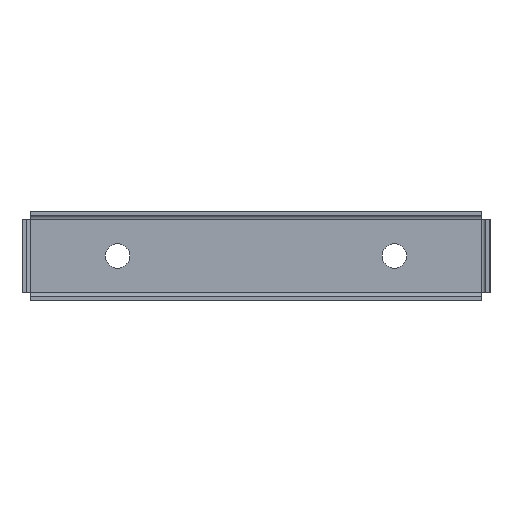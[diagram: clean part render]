
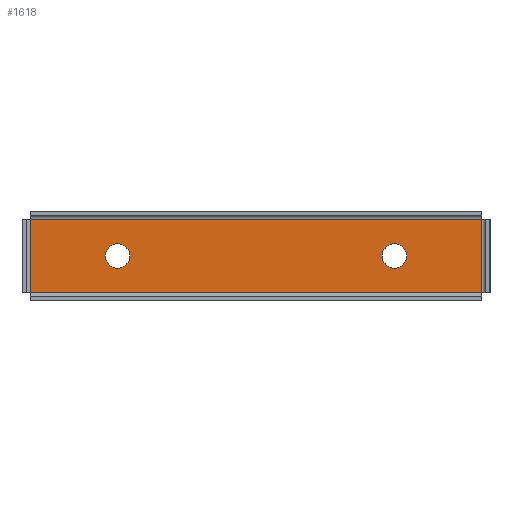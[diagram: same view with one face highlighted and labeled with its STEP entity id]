
A CAD part, front view. The second image highlights one B-rep face of the part: STEP entity #1618.
In plain terms, the highlighted planar face has unit normal (0, -1, 0).
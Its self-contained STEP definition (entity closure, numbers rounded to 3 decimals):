
#57 = AXIS2_PLACEMENT_3D ( 'NONE', #886, #898, #877 ) ;
#80 = VERTEX_POINT ( 'NONE', #1330 ) ;
#81 = VERTEX_POINT ( 'NONE', #1332 ) ;
#235 = CARTESIAN_POINT ( 'NONE',  ( 111., -2., 18. ) ) ;
#362 = CARTESIAN_POINT ( 'NONE',  ( 111., -2., -18. ) ) ;
#590 = FACE_BOUND ( 'NONE', #1117, .T. ) ;
#593 = FACE_BOUND ( 'NONE', #1134, .T. ) ;
#596 = FACE_OUTER_BOUND ( 'NONE', #1136, .T. ) ;
#640 = VECTOR ( 'NONE', #2114, 1000. ) ;
#642 = LINE ( 'NONE', #2115, #640 ) ;
#643 = VECTOR ( 'NONE', #2117, 1000. ) ;
#644 = VECTOR ( 'NONE', #2116, 1000. ) ;
#645 = CIRCLE ( 'NONE', #1275, 6. ) ;
#646 = LINE ( 'NONE', #2126, #644 ) ;
#649 = LINE ( 'NONE', #2129, #643 ) ;
#650 = VECTOR ( 'NONE', #2128, 1000. ) ;
#652 = CIRCLE ( 'NONE', #1274, 6. ) ;
#658 = LINE ( 'NONE', #2131, #650 ) ;
#779 = CARTESIAN_POINT ( 'NONE',  ( -111., -2., -18. ) ) ;
#877 = DIRECTION ( 'NONE',  ( -1., 0., 0. ) ) ;
#886 = CARTESIAN_POINT ( 'NONE',  ( -111., -2., 18. ) ) ;
#890 = PLANE ( 'NONE',  #57 ) ;
#898 = DIRECTION ( 'NONE',  ( 0., 1., 0. ) ) ;
#1117 = EDGE_LOOP ( 'NONE', ( #1877 ) ) ;
#1134 = EDGE_LOOP ( 'NONE', ( #1876 ) ) ;
#1136 = EDGE_LOOP ( 'NONE', ( #1932, #1934, #1935, #1936 ) ) ;
#1200 = VERTEX_POINT ( 'NONE', #362 ) ;
#1247 = VERTEX_POINT ( 'NONE', #235 ) ;
#1274 = AXIS2_PLACEMENT_3D ( 'NONE', #2125, #2124, #2123 ) ;
#1275 = AXIS2_PLACEMENT_3D ( 'NONE', #2120, #2119, #2118 ) ;
#1330 = CARTESIAN_POINT ( 'NONE',  ( -74., -2., 0. ) ) ;
#1332 = CARTESIAN_POINT ( 'NONE',  ( 62., -2., 0. ) ) ;
#1618 = ADVANCED_FACE ( 'NONE', ( #593, #590, #596 ), #890, .F. ) ;
#1683 = VERTEX_POINT ( 'NONE', #779 ) ;
#1741 = VERTEX_POINT ( 'NONE', #2127 ) ;
#1876 = ORIENTED_EDGE ( 'NONE', *, *, #2059, .F. ) ;
#1877 = ORIENTED_EDGE ( 'NONE', *, *, #2060, .F. ) ;
#1932 = ORIENTED_EDGE ( 'NONE', *, *, #2061, .T. ) ;
#1934 = ORIENTED_EDGE ( 'NONE', *, *, #2062, .F. ) ;
#1935 = ORIENTED_EDGE ( 'NONE', *, *, #2063, .F. ) ;
#1936 = ORIENTED_EDGE ( 'NONE', *, *, #2058, .T. ) ;
#2058 = EDGE_CURVE ( 'NONE', #1741, #1683, #658, .T. ) ;
#2059 = EDGE_CURVE ( 'NONE', #81, #81, #652, .T. ) ;
#2060 = EDGE_CURVE ( 'NONE', #80, #80, #645, .T. ) ;
#2061 = EDGE_CURVE ( 'NONE', #1683, #1200, #649, .T. ) ;
#2062 = EDGE_CURVE ( 'NONE', #1247, #1200, #646, .T. ) ;
#2063 = EDGE_CURVE ( 'NONE', #1741, #1247, #642, .T. ) ;
#2114 = DIRECTION ( 'NONE',  ( 1., 0., 0. ) ) ;
#2115 = CARTESIAN_POINT ( 'NONE',  ( -111., -2., 18. ) ) ;
#2116 = DIRECTION ( 'NONE',  ( 0., 0., -1. ) ) ;
#2117 = DIRECTION ( 'NONE',  ( 1., 0., 0. ) ) ;
#2118 = DIRECTION ( 'NONE',  ( -1., 0., 0. ) ) ;
#2119 = DIRECTION ( 'NONE',  ( 0., -1., 0. ) ) ;
#2120 = CARTESIAN_POINT ( 'NONE',  ( -68., -2., 0. ) ) ;
#2123 = DIRECTION ( 'NONE',  ( -1., 0., 0. ) ) ;
#2124 = DIRECTION ( 'NONE',  ( 0., -1., 0. ) ) ;
#2125 = CARTESIAN_POINT ( 'NONE',  ( 68., -2., 0. ) ) ;
#2126 = CARTESIAN_POINT ( 'NONE',  ( 111., -2., 18. ) ) ;
#2127 = CARTESIAN_POINT ( 'NONE',  ( -111., -2., 18. ) ) ;
#2128 = DIRECTION ( 'NONE',  ( 0., 0., -1. ) ) ;
#2129 = CARTESIAN_POINT ( 'NONE',  ( -111., -2., -18. ) ) ;
#2131 = CARTESIAN_POINT ( 'NONE',  ( -111., -2., 18. ) ) ;
